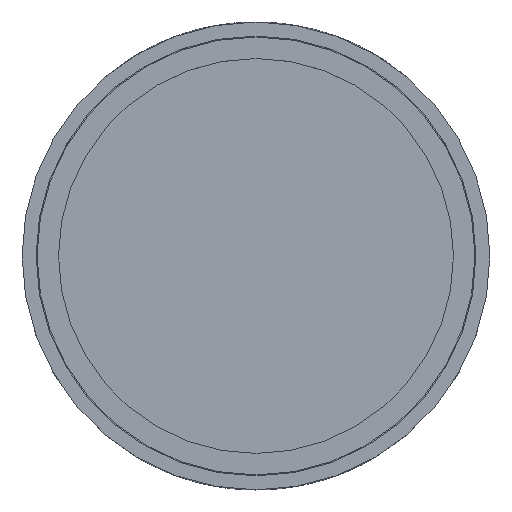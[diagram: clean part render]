
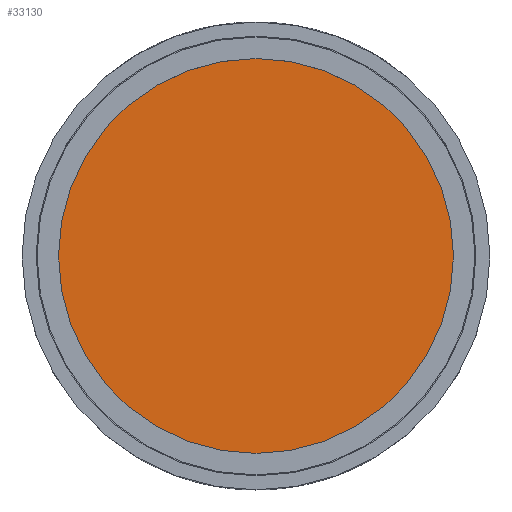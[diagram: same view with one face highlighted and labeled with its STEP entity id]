
A CAD part, top view. The second image highlights one B-rep face of the part: STEP entity #33130.
In plain terms, the highlighted planar face has unit normal (0, 0, 1).
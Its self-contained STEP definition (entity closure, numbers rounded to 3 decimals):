
#32800 = EDGE_CURVE('',#32801,#32803,#32805,.T.);
#32801 = VERTEX_POINT('',#32802);
#32802 = CARTESIAN_POINT('',(11.45,5.,0.45));
#32803 = VERTEX_POINT('',#32804);
#32804 = CARTESIAN_POINT('',(-11.45,5.,0.45));
#32805 = SURFACE_CURVE('',#32806,(#32811,#32823),.PCURVE_S1.);
#32806 = CIRCLE('',#32807,11.45);
#32807 = AXIS2_PLACEMENT_3D('',#32808,#32809,#32810);
#32808 = CARTESIAN_POINT('',(0.,5.,0.45));
#32809 = DIRECTION('',(0.,0.,1.));
#32810 = DIRECTION('',(1.,0.,-0.));
#32811 = PCURVE('',#32812,#32817);
#32812 = CONICAL_SURFACE('',#32813,11.45,0.785);
#32813 = AXIS2_PLACEMENT_3D('',#32814,#32815,#32816);
#32814 = CARTESIAN_POINT('',(0.,5.,0.45));
#32815 = DIRECTION('',(0.,0.,-1.));
#32816 = DIRECTION('',(-1.,0.,0.));
#32817 = DEFINITIONAL_REPRESENTATION('',(#32818),#32822);
#32818 = LINE('',#32819,#32820);
#32819 = CARTESIAN_POINT('',(3.142,0.));
#32820 = VECTOR('',#32821,1.);
#32821 = DIRECTION('',(-1.,0.));
#32822 = ( GEOMETRIC_REPRESENTATION_CONTEXT(2) 
PARAMETRIC_REPRESENTATION_CONTEXT() REPRESENTATION_CONTEXT('2D SPACE',''
  ) );
#32823 = PCURVE('',#32824,#32829);
#32824 = PLANE('',#32825);
#32825 = AXIS2_PLACEMENT_3D('',#32826,#32827,#32828);
#32826 = CARTESIAN_POINT('',(0.,5.,0.45));
#32827 = DIRECTION('',(0.,0.,1.));
#32828 = DIRECTION('',(1.,0.,-0.));
#32829 = DEFINITIONAL_REPRESENTATION('',(#32830),#32834);
#32830 = CIRCLE('',#32831,11.45);
#32831 = AXIS2_PLACEMENT_2D('',#32832,#32833);
#32832 = CARTESIAN_POINT('',(0.,0.));
#32833 = DIRECTION('',(1.,0.));
#32834 = ( GEOMETRIC_REPRESENTATION_CONTEXT(2) 
PARAMETRIC_REPRESENTATION_CONTEXT() REPRESENTATION_CONTEXT('2D SPACE',''
  ) );
#32852 = CONICAL_SURFACE('',#32853,11.45,0.785);
#32853 = AXIS2_PLACEMENT_3D('',#32854,#32855,#32856);
#32854 = CARTESIAN_POINT('',(0.,5.,0.45));
#32855 = DIRECTION('',(0.,0.,-1.));
#32856 = DIRECTION('',(-1.,0.,0.));
#33130 = ADVANCED_FACE('',(#33131),#32824,.T.);
#33131 = FACE_BOUND('',#33132,.T.);
#33132 = EDGE_LOOP('',(#33133,#33155));
#33133 = ORIENTED_EDGE('',*,*,#33134,.T.);
#33134 = EDGE_CURVE('',#32803,#32801,#33135,.T.);
#33135 = SURFACE_CURVE('',#33136,(#33141,#33148),.PCURVE_S1.);
#33136 = CIRCLE('',#33137,11.45);
#33137 = AXIS2_PLACEMENT_3D('',#33138,#33139,#33140);
#33138 = CARTESIAN_POINT('',(0.,5.,0.45));
#33139 = DIRECTION('',(0.,0.,1.));
#33140 = DIRECTION('',(1.,0.,-0.));
#33141 = PCURVE('',#32824,#33142);
#33142 = DEFINITIONAL_REPRESENTATION('',(#33143),#33147);
#33143 = CIRCLE('',#33144,11.45);
#33144 = AXIS2_PLACEMENT_2D('',#33145,#33146);
#33145 = CARTESIAN_POINT('',(0.,0.));
#33146 = DIRECTION('',(1.,0.));
#33147 = ( GEOMETRIC_REPRESENTATION_CONTEXT(2) 
PARAMETRIC_REPRESENTATION_CONTEXT() REPRESENTATION_CONTEXT('2D SPACE',''
  ) );
#33148 = PCURVE('',#32852,#33149);
#33149 = DEFINITIONAL_REPRESENTATION('',(#33150),#33154);
#33150 = LINE('',#33151,#33152);
#33151 = CARTESIAN_POINT('',(9.425,0.));
#33152 = VECTOR('',#33153,1.);
#33153 = DIRECTION('',(-1.,0.));
#33154 = ( GEOMETRIC_REPRESENTATION_CONTEXT(2) 
PARAMETRIC_REPRESENTATION_CONTEXT() REPRESENTATION_CONTEXT('2D SPACE',''
  ) );
#33155 = ORIENTED_EDGE('',*,*,#32800,.T.);
